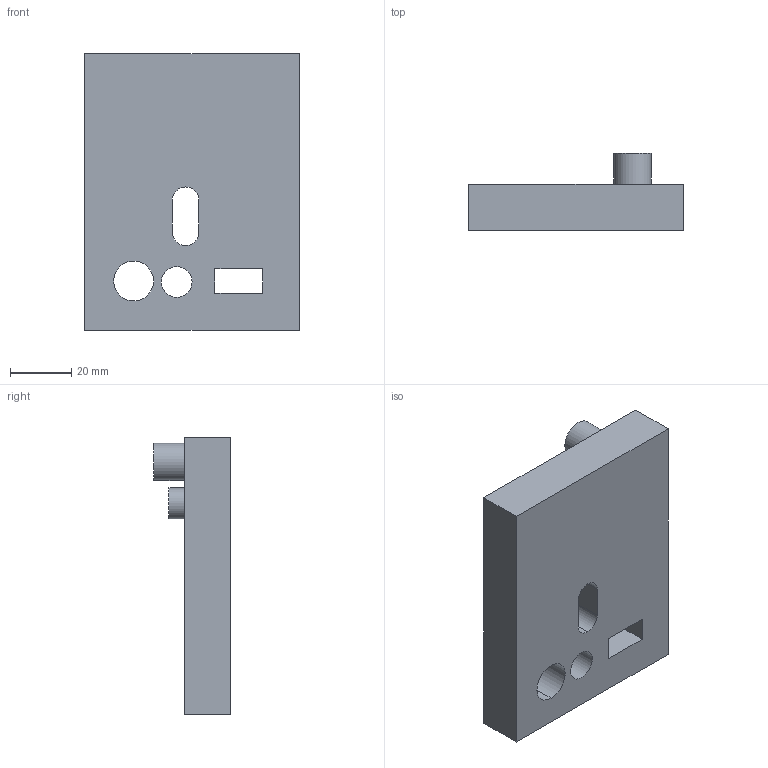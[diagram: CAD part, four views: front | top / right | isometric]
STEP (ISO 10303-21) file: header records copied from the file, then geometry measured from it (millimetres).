
FILE_DESCRIPTION (( 'STEP AP214' ), '1' );
FILE_NAME ('Part_Smiely_holes_only.STEP', '2025-05-12T02:05:29', ( '' ), ( '' ), 'SwSTEP 2.0', 'SolidWorks 2023', '' );
FILE_SCHEMA (( 'AUTOMOTIVE_DESIGN' ));
Length unit declared in the file: millimetre
Products named in the file (1): Part_Smiely_holes_only
Bounding box: 70 x 25 x 90 mm (x, y, z)
Volume: 83359.6 mm3; surface area: 21605.5 mm2
Topology: 1 solids, 1 shells, 41 faces, 96 edges, 64 vertices
Faces by surface type: plane 29, cylinder 12
Full cylindrical faces by diameter (mm): 10.005 x1, 10.044 x1, 12.117 x1, 12.929 x1, 13.515 x1
Entity records: 1188 total; most frequent: DIRECTION 199, CARTESIAN_POINT 197, ORIENTED_EDGE 182, EDGE_CURVE 91, VECTOR 67, LINE 67, AXIS2_PLACEMENT_3D 66, VERTEX_POINT 64
